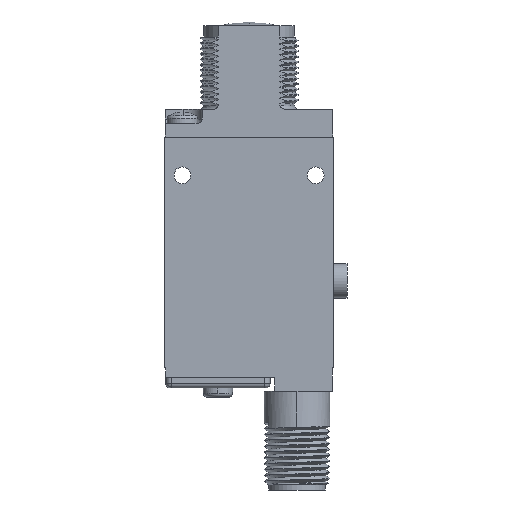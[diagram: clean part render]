
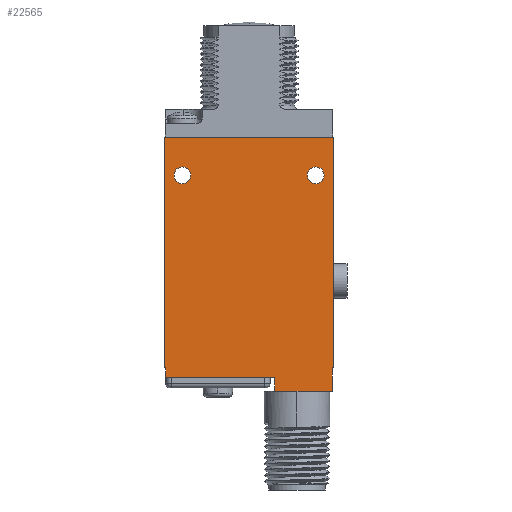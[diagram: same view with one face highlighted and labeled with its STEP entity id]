
A CAD part, left-side view. The second image highlights one B-rep face of the part: STEP entity #22565.
In plain terms, the highlighted planar face has unit normal (-1, 0, 0).
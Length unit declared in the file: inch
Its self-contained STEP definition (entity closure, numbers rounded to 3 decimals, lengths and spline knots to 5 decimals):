
#987=DIRECTION('',(0.,1.,0.));
#988=VECTOR('',#987,0.785);
#989=CARTESIAN_POINT('',(-0.236,-0.185,-1.73));
#990=LINE('',#989,#988);
#1134=DIRECTION('',(0.,0.,-1.));
#1135=VECTOR('',#1134,0.1);
#1136=CARTESIAN_POINT('',(-0.236,-0.185,-1.73));
#1137=LINE('',#1136,#1135);
#1138=DIRECTION('',(0.,1.,0.));
#1139=VECTOR('',#1138,0.005);
#1140=CARTESIAN_POINT('',(-0.236,0.6,-1.66));
#1141=LINE('',#1140,#1139);
#1142=DIRECTION('',(0.,0.,1.));
#1143=VECTOR('',#1142,1.66);
#1144=CARTESIAN_POINT('',(-0.236,0.605,-1.66));
#1145=LINE('',#1144,#1143);
#1146=DIRECTION('',(0.,-1.,0.));
#1147=VECTOR('',#1146,0.003);
#1148=CARTESIAN_POINT('',(-0.236,0.605,0.));
#1149=LINE('',#1148,#1147);
#1150=DIRECTION('',(0.,1.,0.));
#1151=VECTOR('',#1150,1.204);
#1152=CARTESIAN_POINT('',(-0.236,-0.602,0.));
#1153=LINE('',#1152,#1151);
#1154=DIRECTION('',(0.,-1.,0.));
#1155=VECTOR('',#1154,0.003);
#1156=CARTESIAN_POINT('',(-0.236,-0.602,0.));
#1157=LINE('',#1156,#1155);
#1158=DIRECTION('',(0.,0.,-1.));
#1159=VECTOR('',#1158,1.66);
#1160=CARTESIAN_POINT('',(-0.236,-0.605,0.));
#1161=LINE('',#1160,#1159);
#1162=DIRECTION('',(0.,1.,0.));
#1163=VECTOR('',#1162,0.005);
#1164=CARTESIAN_POINT('',(-0.236,-0.605,-1.66));
#1165=LINE('',#1164,#1163);
#1166=DIRECTION('',(0.,0.,-1.));
#1167=VECTOR('',#1166,0.17);
#1168=CARTESIAN_POINT('',(-0.236,-0.6,-1.66));
#1169=LINE('',#1168,#1167);
#1170=CARTESIAN_POINT('',(-0.236,0.48,-0.275));
#1171=DIRECTION('',(1.,0.,0.));
#1172=DIRECTION('',(0.,0.,-1.));
#1173=AXIS2_PLACEMENT_3D('',#1170,#1171,#1172);
#1175=CARTESIAN_POINT('',(-0.236,0.48,-0.275));
#1176=DIRECTION('',(1.,0.,0.));
#1177=DIRECTION('',(0.,0.,1.));
#1178=AXIS2_PLACEMENT_3D('',#1175,#1176,#1177);
#1180=CARTESIAN_POINT('',(-0.236,-0.48,-0.275));
#1181=DIRECTION('',(1.,0.,0.));
#1182=DIRECTION('',(0.,0.,-1.));
#1183=AXIS2_PLACEMENT_3D('',#1180,#1181,#1182);
#1185=CARTESIAN_POINT('',(-0.236,-0.48,-0.275));
#1186=DIRECTION('',(1.,0.,0.));
#1187=DIRECTION('',(0.,0.,1.));
#1188=AXIS2_PLACEMENT_3D('',#1185,#1186,#1187);
#1195=DIRECTION('',(0.,1.,0.));
#1196=VECTOR('',#1195,0.255);
#1197=CARTESIAN_POINT('',(-0.236,-0.6,-1.83));
#1198=LINE('',#1197,#1196);
#4641=DIRECTION('',(0.,0.,-1.));
#4642=VECTOR('',#4641,0.07);
#4643=CARTESIAN_POINT('',(-0.236,0.6,-1.66));
#4644=LINE('',#4643,#4642);
#9728=DIRECTION('',(0.,1.,0.));
#9729=VECTOR('',#9728,0.16);
#9730=CARTESIAN_POINT('',(-0.236,-0.345,-1.83));
#9731=LINE('',#9730,#9729);
#17945=CARTESIAN_POINT('',(-0.236,-0.605,0.));
#17946=CARTESIAN_POINT('',(-0.236,-0.605,-1.66));
#17947=VERTEX_POINT('',#17945);
#17948=VERTEX_POINT('',#17946);
#17949=CARTESIAN_POINT('',(-0.236,0.605,-1.66));
#17950=CARTESIAN_POINT('',(-0.236,0.605,0.));
#17951=VERTEX_POINT('',#17949);
#17952=VERTEX_POINT('',#17950);
#17969=CARTESIAN_POINT('',(-0.236,0.48,-0.335));
#17970=CARTESIAN_POINT('',(-0.236,0.48,-0.215));
#17971=VERTEX_POINT('',#17969);
#17972=VERTEX_POINT('',#17970);
#17973=CARTESIAN_POINT('',(-0.236,-0.48,-0.335));
#17974=CARTESIAN_POINT('',(-0.236,-0.48,-0.215));
#17975=VERTEX_POINT('',#17973);
#17976=VERTEX_POINT('',#17974);
#18635=CARTESIAN_POINT('',(-0.236,-0.602,0.));
#18636=CARTESIAN_POINT('',(-0.236,0.602,0.));
#18637=VERTEX_POINT('',#18635);
#18638=VERTEX_POINT('',#18636);
#18855=CARTESIAN_POINT('',(-0.236,0.6,-1.73));
#18857=VERTEX_POINT('',#18855);
#18922=CARTESIAN_POINT('',(-0.236,-0.6,-1.83));
#18924=VERTEX_POINT('',#18922);
#18927=CARTESIAN_POINT('',(-0.236,-0.185,-1.73));
#18928=VERTEX_POINT('',#18927);
#18929=CARTESIAN_POINT('',(-0.236,-0.185,-1.83));
#18930=VERTEX_POINT('',#18929);
#20403=CARTESIAN_POINT('',(-0.236,-0.6,-1.66));
#20405=VERTEX_POINT('',#20403);
#20407=CARTESIAN_POINT('',(-0.236,0.6,-1.66));
#20409=VERTEX_POINT('',#20407);
#20524=CARTESIAN_POINT('',(-0.236,-0.345,-1.83));
#20526=VERTEX_POINT('',#20524);
#22522=CARTESIAN_POINT('',(-0.236,-0.605,0.));
#22523=DIRECTION('',(1.,0.,0.));
#22524=DIRECTION('',(0.,0.,-1.));
#22525=AXIS2_PLACEMENT_3D('',#22522,#22523,#22524);
#22526=PLANE('',#22525);
#22528=ORIENTED_EDGE('',*,*,#22527,.T.);
#22530=ORIENTED_EDGE('',*,*,#22529,.T.);
#22531=ORIENTED_EDGE('',*,*,#22515,.F.);
#22532=ORIENTED_EDGE('',*,*,#22433,.T.);
#22534=ORIENTED_EDGE('',*,*,#22533,.F.);
#22536=ORIENTED_EDGE('',*,*,#22535,.T.);
#22538=ORIENTED_EDGE('',*,*,#22537,.T.);
#22540=ORIENTED_EDGE('',*,*,#22539,.T.);
#22542=ORIENTED_EDGE('',*,*,#22541,.F.);
#22544=ORIENTED_EDGE('',*,*,#22543,.T.);
#22546=ORIENTED_EDGE('',*,*,#22545,.T.);
#22548=ORIENTED_EDGE('',*,*,#22547,.T.);
#22550=ORIENTED_EDGE('',*,*,#22549,.T.);
#22551=EDGE_LOOP('',(#22528,#22530,#22531,#22532,#22534,#22536,#22538,#22540,
#22542,#22544,#22546,#22548,#22550));
#22552=FACE_OUTER_BOUND('',#22551,.F.);
#22554=ORIENTED_EDGE('',*,*,#22553,.F.);
#22556=ORIENTED_EDGE('',*,*,#22555,.F.);
#22557=EDGE_LOOP('',(#22554,#22556));
#22558=FACE_BOUND('',#22557,.F.);
#22560=ORIENTED_EDGE('',*,*,#22559,.F.);
#22562=ORIENTED_EDGE('',*,*,#22561,.F.);
#22563=EDGE_LOOP('',(#22560,#22562));
#22564=FACE_BOUND('',#22563,.F.);
#22565=ADVANCED_FACE('',(#22552,#22558,#22564),#22526,.F.);
#1174=CIRCLE('',#1173,0.06);
#1179=CIRCLE('',#1178,0.06);
#1184=CIRCLE('',#1183,0.06);
#1189=CIRCLE('',#1188,0.06);
#22433=EDGE_CURVE('',#18928,#18857,#990,.T.);
#22515=EDGE_CURVE('',#18928,#18930,#1137,.T.);
#22527=EDGE_CURVE('',#18924,#20526,#1198,.T.);
#22529=EDGE_CURVE('',#20526,#18930,#9731,.T.);
#22533=EDGE_CURVE('',#20409,#18857,#4644,.T.);
#22535=EDGE_CURVE('',#20409,#17951,#1141,.T.);
#22537=EDGE_CURVE('',#17951,#17952,#1145,.T.);
#22539=EDGE_CURVE('',#17952,#18638,#1149,.T.);
#22541=EDGE_CURVE('',#18637,#18638,#1153,.T.);
#22543=EDGE_CURVE('',#18637,#17947,#1157,.T.);
#22545=EDGE_CURVE('',#17947,#17948,#1161,.T.);
#22547=EDGE_CURVE('',#17948,#20405,#1165,.T.);
#22549=EDGE_CURVE('',#20405,#18924,#1169,.T.);
#22553=EDGE_CURVE('',#17971,#17972,#1174,.T.);
#22555=EDGE_CURVE('',#17972,#17971,#1179,.T.);
#22559=EDGE_CURVE('',#17975,#17976,#1184,.T.);
#22561=EDGE_CURVE('',#17976,#17975,#1189,.T.);
